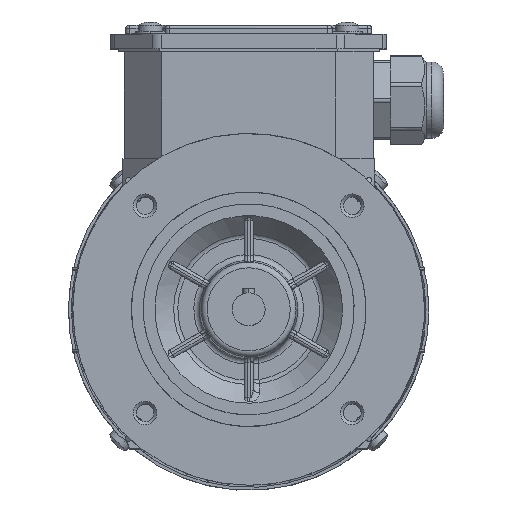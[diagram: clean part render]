
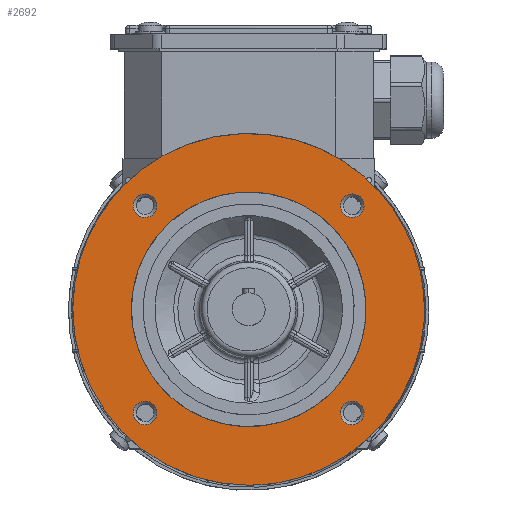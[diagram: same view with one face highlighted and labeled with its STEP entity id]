
A CAD part, top view. The second image highlights one B-rep face of the part: STEP entity #2692.
In plain terms, the highlighted planar face has unit normal (0, 0, 1).
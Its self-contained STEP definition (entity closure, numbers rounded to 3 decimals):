
#204=FACE_BOUND('',#5667,.T.);
#205=FACE_BOUND('',#5668,.T.);
#206=FACE_BOUND('',#5669,.T.);
#207=FACE_BOUND('',#5670,.T.);
#208=FACE_BOUND('',#5671,.T.);
#209=FACE_BOUND('',#5672,.T.);
#1306=PLANE('',#26890);
#2692=ADVANCED_FACE('F2691',(#204,#205,#206,#207,#208,#209),#1306,.F.);
#5667=EDGE_LOOP('',(#14685));
#5668=EDGE_LOOP('',(#14686));
#5669=EDGE_LOOP('',(#14687));
#5670=EDGE_LOOP('',(#14688));
#5671=EDGE_LOOP('',(#14689));
#5672=EDGE_LOOP('',(#14690));
#14685=ORIENTED_EDGE('',*,*,#21796,.F.);
#14686=ORIENTED_EDGE('',*,*,#23570,.F.);
#14687=ORIENTED_EDGE('',*,*,#21258,.F.);
#14688=ORIENTED_EDGE('',*,*,#21485,.F.);
#14689=ORIENTED_EDGE('',*,*,#23571,.F.);
#14690=ORIENTED_EDGE('',*,*,#21797,.F.);
#17854=VERTEX_POINT('',#35153);
#18040=VERTEX_POINT('',#36273);
#18255=VERTEX_POINT('',#38042);
#18256=VERTEX_POINT('',#38058);
#19496=VERTEX_POINT('',#45861);
#19497=VERTEX_POINT('',#45869);
#21258=EDGE_CURVE('E7217',#17854,#17854,#24809,.T.);
#21485=EDGE_CURVE('E7215',#18040,#18040,#24900,.T.);
#21796=EDGE_CURVE('E7222',#18255,#18255,#25027,.T.);
#21797=EDGE_CURVE('E7210',#18256,#18256,#25028,.T.);
#23570=EDGE_CURVE('E7219',#19496,#19496,#25614,.T.);
#23571=EDGE_CURVE('E7213',#19497,#19497,#25615,.T.);
#24809=(
BOUNDED_CURVE()
B_SPLINE_CURVE(2,(#35154,#35155,#35156,#35157,#35158,#35159,#35160),
 .UNSPECIFIED.,.T.,.F.)
B_SPLINE_CURVE_WITH_KNOTS((1,2,2,2,2,1),(-0.333,0.,0.333,
0.667,1.,1.333),.UNSPECIFIED.)
CURVE()
GEOMETRIC_REPRESENTATION_ITEM()
RATIONAL_B_SPLINE_CURVE((1.,0.5,1.,0.5,1.,0.5,1.))
REPRESENTATION_ITEM('')
);
#24900=(
BOUNDED_CURVE()
B_SPLINE_CURVE(2,(#36282,#36283,#36284,#36285,#36286,#36287,#36288),
 .UNSPECIFIED.,.T.,.F.)
B_SPLINE_CURVE_WITH_KNOTS((1,2,2,2,2,1),(-0.333,0.,0.333,
0.667,1.,1.333),.UNSPECIFIED.)
CURVE()
GEOMETRIC_REPRESENTATION_ITEM()
RATIONAL_B_SPLINE_CURVE((1.,0.5,1.,0.5,1.,0.5,1.))
REPRESENTATION_ITEM('')
);
#25027=(
BOUNDED_CURVE()
B_SPLINE_CURVE(2,(#38043,#38044,#38045,#38046,#38047,#38048,#38049),
 .UNSPECIFIED.,.T.,.F.)
B_SPLINE_CURVE_WITH_KNOTS((1,2,2,2,2,1),(-0.333,0.,0.333,
0.667,1.,1.333),.UNSPECIFIED.)
CURVE()
GEOMETRIC_REPRESENTATION_ITEM()
RATIONAL_B_SPLINE_CURVE((1.,0.5,1.,0.5,1.,0.5,1.))
REPRESENTATION_ITEM('')
);
#25028=(
BOUNDED_CURVE()
B_SPLINE_CURVE(2,(#38051,#38052,#38053,#38054,#38055,#38056,#38057),
 .UNSPECIFIED.,.T.,.F.)
B_SPLINE_CURVE_WITH_KNOTS((1,2,2,2,2,1),(-0.333,0.,0.333,
0.667,1.,1.333),.UNSPECIFIED.)
CURVE()
GEOMETRIC_REPRESENTATION_ITEM()
RATIONAL_B_SPLINE_CURVE((1.,0.5,1.,0.5,1.,0.5,1.))
REPRESENTATION_ITEM('')
);
#25614=(
BOUNDED_CURVE()
B_SPLINE_CURVE(2,(#45854,#45855,#45856,#45857,#45858,#45859,#45860),
 .UNSPECIFIED.,.T.,.F.)
B_SPLINE_CURVE_WITH_KNOTS((1,2,2,2,2,1),(-0.333,0.,0.333,
0.667,1.,1.333),.UNSPECIFIED.)
CURVE()
GEOMETRIC_REPRESENTATION_ITEM()
RATIONAL_B_SPLINE_CURVE((1.,0.5,1.,0.5,1.,0.5,1.))
REPRESENTATION_ITEM('')
);
#25615=(
BOUNDED_CURVE()
B_SPLINE_CURVE(2,(#45862,#45863,#45864,#45865,#45866,#45867,#45868),
 .UNSPECIFIED.,.T.,.F.)
B_SPLINE_CURVE_WITH_KNOTS((1,2,2,2,2,1),(-0.333,0.,0.333,
0.667,1.,1.333),.UNSPECIFIED.)
CURVE()
GEOMETRIC_REPRESENTATION_ITEM()
RATIONAL_B_SPLINE_CURVE((1.,0.5,1.,0.5,1.,0.5,1.))
REPRESENTATION_ITEM('')
);
#26890=AXIS2_PLACEMENT_3D('',#45870,#29279,#29280);
#29279=DIRECTION('',(0.,0.,-1.));
#29280=DIRECTION('',(-1.,0.,0.));
#35153=CARTESIAN_POINT('',(35.355,31.355,-20.805));
#35154=CARTESIAN_POINT('',(35.355,31.355,-20.805));
#35155=CARTESIAN_POINT('',(42.284,31.355,-20.805));
#35156=CARTESIAN_POINT('',(38.819,37.355,-20.805));
#35157=CARTESIAN_POINT('',(35.355,43.355,-20.805));
#35158=CARTESIAN_POINT('',(31.891,37.355,-20.805));
#35159=CARTESIAN_POINT('',(28.427,31.355,-20.805));
#35160=CARTESIAN_POINT('',(35.355,31.355,-20.805));
#36273=CARTESIAN_POINT('',(31.355,-35.355,-20.805));
#36282=CARTESIAN_POINT('',(31.355,-35.355,-20.805));
#36283=CARTESIAN_POINT('',(31.355,-42.284,-20.805));
#36284=CARTESIAN_POINT('',(37.355,-38.819,-20.805));
#36285=CARTESIAN_POINT('',(43.355,-35.355,-20.805));
#36286=CARTESIAN_POINT('',(37.355,-31.891,-20.805));
#36287=CARTESIAN_POINT('',(31.355,-28.427,-20.805));
#36288=CARTESIAN_POINT('',(31.355,-35.355,-20.805));
#38042=CARTESIAN_POINT('',(0.,40.,-20.805));
#38043=CARTESIAN_POINT('',(0.,40.,-20.805));
#38044=CARTESIAN_POINT('',(-69.282,40.,-20.805));
#38045=CARTESIAN_POINT('',(-34.641,-20.,-20.805));
#38046=CARTESIAN_POINT('',(0.,-80.,-20.805));
#38047=CARTESIAN_POINT('',(34.641,-20.,-20.805));
#38048=CARTESIAN_POINT('',(69.282,40.,-20.805));
#38049=CARTESIAN_POINT('',(0.,40.,-20.805));
#38051=CARTESIAN_POINT('',(0.,-60.,-20.805));
#38052=CARTESIAN_POINT('',(-103.923,-60.,-20.805));
#38053=CARTESIAN_POINT('',(-51.962,30.,-20.805));
#38054=CARTESIAN_POINT('',(0.,120.,-20.805));
#38055=CARTESIAN_POINT('',(51.962,30.,-20.805));
#38056=CARTESIAN_POINT('',(103.923,-60.,-20.805));
#38057=CARTESIAN_POINT('',(0.,-60.,-20.805));
#38058=CARTESIAN_POINT('',(0.,-60.,-20.805));
#45854=CARTESIAN_POINT('',(-31.355,35.355,-20.805));
#45855=CARTESIAN_POINT('',(-31.355,42.284,-20.805));
#45856=CARTESIAN_POINT('',(-37.355,38.819,-20.805));
#45857=CARTESIAN_POINT('',(-43.355,35.355,-20.805));
#45858=CARTESIAN_POINT('',(-37.355,31.891,-20.805));
#45859=CARTESIAN_POINT('',(-31.355,28.427,-20.805));
#45860=CARTESIAN_POINT('',(-31.355,35.355,-20.805));
#45861=CARTESIAN_POINT('',(-31.355,35.355,-20.805));
#45862=CARTESIAN_POINT('',(-35.355,-31.355,-20.805));
#45863=CARTESIAN_POINT('',(-42.284,-31.355,-20.805));
#45864=CARTESIAN_POINT('',(-38.819,-37.355,-20.805));
#45865=CARTESIAN_POINT('',(-35.355,-43.355,-20.805));
#45866=CARTESIAN_POINT('',(-31.891,-37.355,-20.805));
#45867=CARTESIAN_POINT('',(-28.427,-31.355,-20.805));
#45868=CARTESIAN_POINT('',(-35.355,-31.355,-20.805));
#45869=CARTESIAN_POINT('',(-35.355,-31.355,-20.805));
#45870=CARTESIAN_POINT('',(0.,0.,-20.805));
